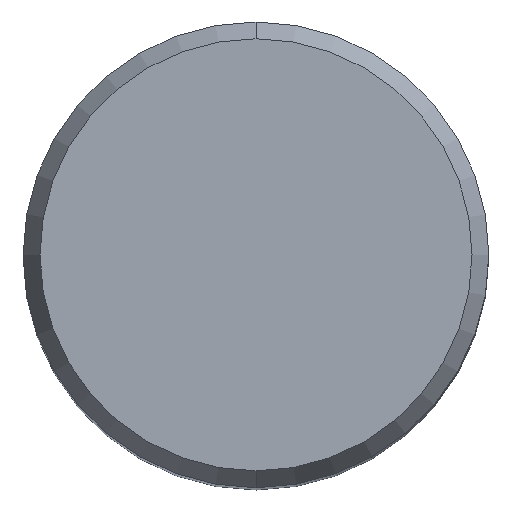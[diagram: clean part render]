
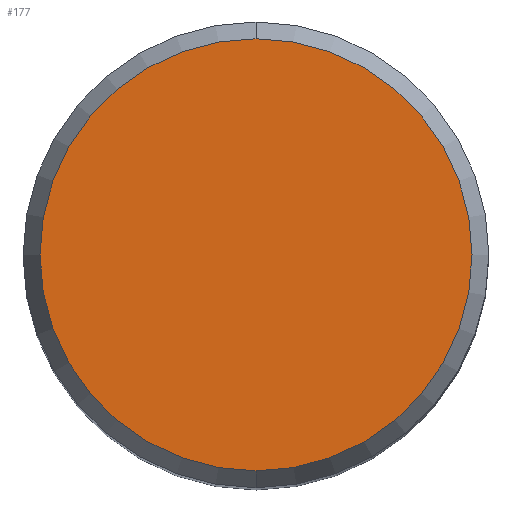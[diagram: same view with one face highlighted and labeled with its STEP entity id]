
A CAD part, top view. The second image highlights one B-rep face of the part: STEP entity #177.
In plain terms, the highlighted planar face has unit normal (0, 0, 1).
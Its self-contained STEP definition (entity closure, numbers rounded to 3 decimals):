
#177=ADVANCED_FACE('',(#468),#469,.T.);
#195=EDGE_CURVE('',#217,#225,#490,.T.);
#217=VERTEX_POINT('',#514);
#225=VERTEX_POINT('',#522);
#275=EDGE_CURVE('',#225,#217,#580,.T.);
#468=FACE_OUTER_BOUND('',#779,.T.);
#469=PLANE('',#780);
#490=CIRCLE('',#809,7.423);
#514=CARTESIAN_POINT('',(0.0,7.423,0.0));
#522=CARTESIAN_POINT('',(0.,-7.423,0.0));
#580=CIRCLE('',#990,7.423);
#779=EDGE_LOOP('',(#1444,#1445));
#780=AXIS2_PLACEMENT_3D('',#1446,#1447,#1448);
#809=AXIS2_PLACEMENT_3D('',#1477,#1478,#1479);
#990=AXIS2_PLACEMENT_3D('',#1599,#1600,#1601);
#1444=ORIENTED_EDGE('',*,*,#195,.F.);
#1445=ORIENTED_EDGE('',*,*,#275,.F.);
#1446=CARTESIAN_POINT('',(0.0,3.711,0.0));
#1447=DIRECTION('',(-0.0,0.0,1.0));
#1448=DIRECTION('',(0.0,-1.0,0.0));
#1477=CARTESIAN_POINT('',(0.0,0.0,0.0));
#1478=DIRECTION('',(0.0,0.0,-1.0));
#1479=DIRECTION('',(0.0,1.0,0.0));
#1599=CARTESIAN_POINT('',(0.0,0.0,0.0));
#1600=DIRECTION('',(0.0,0.0,-1.0));
#1601=DIRECTION('',(0.0,1.0,0.0));
